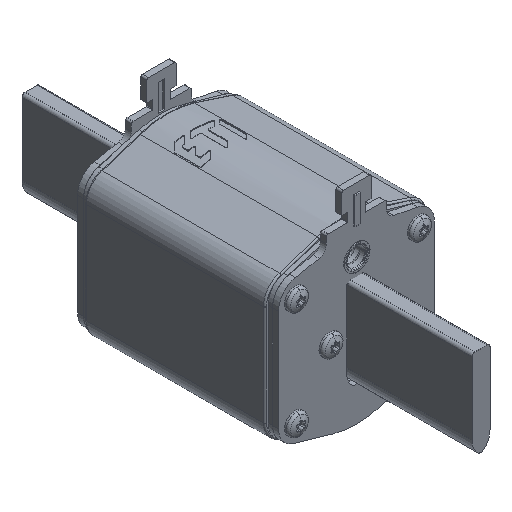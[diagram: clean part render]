
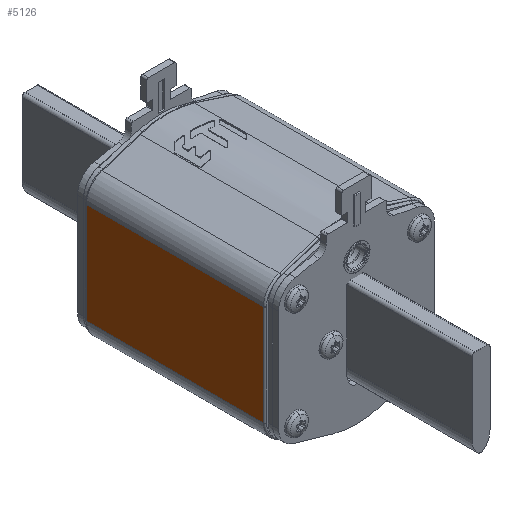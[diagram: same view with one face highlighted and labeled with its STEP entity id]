
A CAD part, isometric view. The second image highlights one B-rep face of the part: STEP entity #5126.
In plain terms, the highlighted face is planar.
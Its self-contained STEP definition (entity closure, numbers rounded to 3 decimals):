
#576=DIRECTION('',(0.,0.,1.));
#577=VECTOR('',#576,33.592);
#578=CARTESIAN_POINT('',(-29.5,27.,-16.796));
#579=LINE('',#578,#577);
#946=DIRECTION('',(0.,0.,-1.));
#947=VECTOR('',#946,33.592);
#948=CARTESIAN_POINT('',(29.5,27.,16.796));
#949=LINE('',#948,#947);
#1074=DIRECTION('',(1.,0.,0.));
#1075=VECTOR('',#1074,59.);
#1076=CARTESIAN_POINT('',(-29.5,27.,16.796));
#1077=LINE('',#1076,#1075);
#1081=DIRECTION('',(-1.,0.,0.));
#1082=VECTOR('',#1081,59.);
#1083=CARTESIAN_POINT('',(29.5,27.,-16.796));
#1084=LINE('',#1083,#1082);
#4254=CARTESIAN_POINT('',(-29.5,27.,16.796));
#4255=VERTEX_POINT('',#4254);
#4256=CARTESIAN_POINT('',(-29.5,27.,-16.796));
#4257=VERTEX_POINT('',#4256);
#4422=CARTESIAN_POINT('',(29.5,27.,-16.796));
#4423=VERTEX_POINT('',#4422);
#4424=CARTESIAN_POINT('',(29.5,27.,16.796));
#4425=VERTEX_POINT('',#4424);
#5114=CARTESIAN_POINT('',(-30.,27.,-16.796));
#5115=DIRECTION('',(0.,1.,0.));
#5116=DIRECTION('',(0.,0.,1.));
#5117=AXIS2_PLACEMENT_3D('',#5114,#5115,#5116);
#5118=PLANE('',#5117);
#5119=ORIENTED_EDGE('',*,*,#4974,.F.);
#5120=ORIENTED_EDGE('',*,*,#5109,.F.);
#5121=ORIENTED_EDGE('',*,*,#4716,.F.);
#5123=ORIENTED_EDGE('',*,*,#5122,.F.);
#5124=EDGE_LOOP('',(#5119,#5120,#5121,#5123));
#5125=FACE_OUTER_BOUND('',#5124,.F.);
#4716=EDGE_CURVE('',#4257,#4255,#579,.T.);
#4974=EDGE_CURVE('',#4425,#4423,#949,.T.);
#5109=EDGE_CURVE('',#4255,#4425,#1077,.T.);
#5122=EDGE_CURVE('',#4423,#4257,#1084,.T.);
#5126=ADVANCED_FACE('',(#5125),#5118,.T.);
